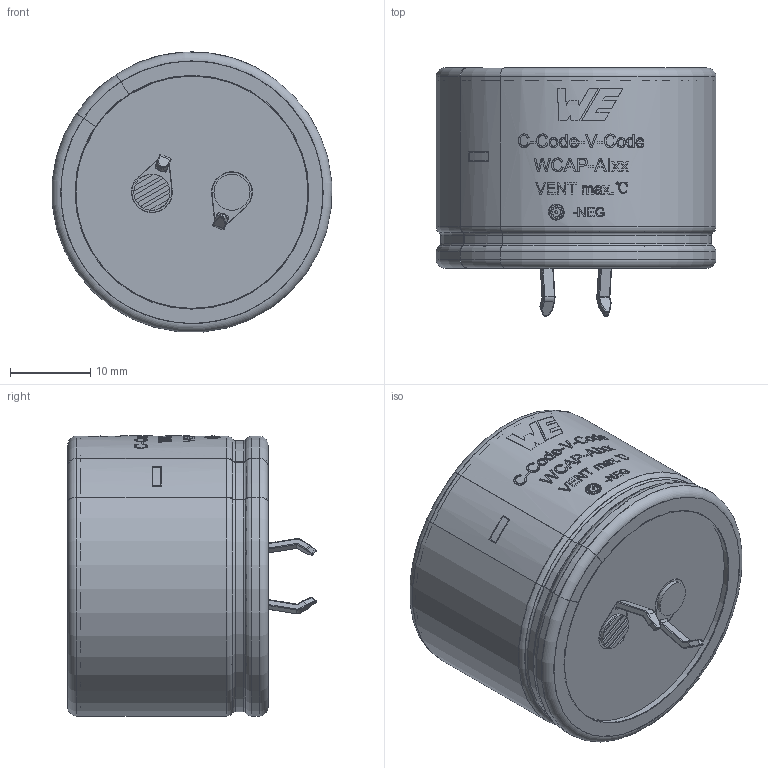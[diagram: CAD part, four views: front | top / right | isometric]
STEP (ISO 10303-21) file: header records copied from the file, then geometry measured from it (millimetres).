
FILE_DESCRIPTION(/* description */ ('Unknown'),/* implementation_level */ '2;1');
FILE_NAME(/* name */ '35x25',/* time_stamp */ '2025-03-31T15:39:29+08:00',/* author */ ('Unknown'),/* organization */ ('Unknown'),/* preprocessor_version */ 'ST-DEVELOPER v19.4',/* originating_system */ 'Solid Edge',/* authorisation */ 'Unknown');
FILE_SCHEMA (('AUTOMOTIVE_DESIGN {1 0 10303 214 3 1 1}'));
Length unit declared in the file: millimetre
Products named in the file (4): 35x25; coat; Top Glue
Assembly tree (3 placements, depth 2):
  35x25
    35x25
    coat
    Top Glue
Bounding box: 34.91 x 31 x 34.95 mm (x, y, z)
Volume: 23185.9 mm3; surface area: 13008.6 mm2
Topology: 3 solids, 3 shells, 604 faces, 1507 edges, 982 vertices
Faces by surface type: plane 271, bspline 171, cylinder 126, torus 36
Full cylindrical faces by diameter (mm): 4.5 x2, 29 x2, 29.18 x1, 33 x1, 33.68 x2, 34.78 x4
Entity records: 29710 total; most frequent: CARTESIAN_POINT 12117, ORIENTED_EDGE 2932, DIRECTION 2336, EDGE_CURVE 1466, VERTEX_POINT 975, AXIS2_PLACEMENT_3D 848, EDGE_LOOP 713, FACE_BOUND 713
